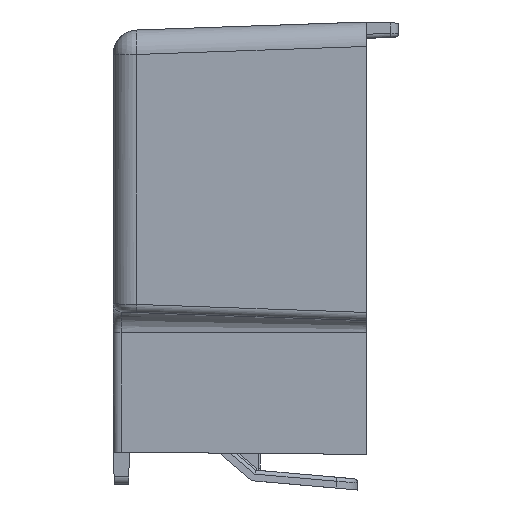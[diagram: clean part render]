
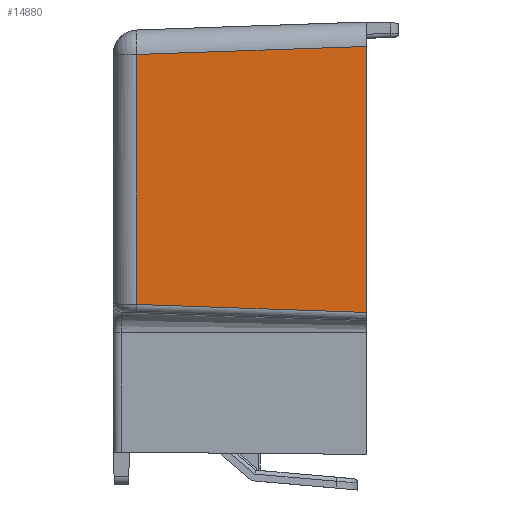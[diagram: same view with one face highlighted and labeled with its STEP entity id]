
A CAD part, left-side view. The second image highlights one B-rep face of the part: STEP entity #14880.
In plain terms, the highlighted planar face has unit normal (-0.999, 0.035, 0).
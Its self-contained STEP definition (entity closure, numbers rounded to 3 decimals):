
#240 = DIRECTION ( 'NONE',  ( -0.035, -0.999, 0. ) ) ;
#676 = ORIENTED_EDGE ( 'NONE', *, *, #5844, .T. ) ;
#1877 = LINE ( 'NONE', #5545, #12877 ) ;
#2283 = CARTESIAN_POINT ( 'NONE',  ( -236.019, 28.105, 18.381 ) ) ;
#2432 = CARTESIAN_POINT ( 'NONE',  ( -237., 0., 17.399 ) ) ;
#3013 = DIRECTION ( 'NONE',  ( 0., 0., 1. ) ) ;
#3023 = VERTEX_POINT ( 'NONE', #4287 ) ;
#3641 = ORIENTED_EDGE ( 'NONE', *, *, #10944, .T. ) ;
#3729 = VERTEX_POINT ( 'NONE', #10452 ) ;
#4287 = CARTESIAN_POINT ( 'NONE',  ( -236.019, 28.105, 49.02 ) ) ;
#5545 = CARTESIAN_POINT ( 'NONE',  ( -237.021, -0.606, 17.378 ) ) ;
#5799 = CARTESIAN_POINT ( 'NONE',  ( -237., 0., 0. ) ) ;
#5844 = EDGE_CURVE ( 'NONE', #17127, #3729, #5889, .T. ) ;
#5889 = LINE ( 'NONE', #5799, #9689 ) ;
#5991 = CARTESIAN_POINT ( 'NONE',  ( -236.019, 28.105, 0. ) ) ;
#6820 = VECTOR ( 'NONE', #18614, 1000. ) ;
#6967 = DIRECTION ( 'NONE',  ( -0.035, -0.999, -0.035 ) ) ;
#7107 = CARTESIAN_POINT ( 'NONE',  ( -236.939, 1.742, 49.941 ) ) ;
#7156 = LINE ( 'NONE', #5991, #14300 ) ;
#7273 = LINE ( 'NONE', #7107, #6820 ) ;
#7454 = ORIENTED_EDGE ( 'NONE', *, *, #14665, .T. ) ;
#8814 = ORIENTED_EDGE ( 'NONE', *, *, #18454, .T. ) ;
#8913 = DIRECTION ( 'NONE',  ( -0.999, 0.035, 0. ) ) ;
#9689 = VECTOR ( 'NONE', #3013, 1000. ) ;
#10452 = CARTESIAN_POINT ( 'NONE',  ( -237., 0., 50.002 ) ) ;
#10636 = VERTEX_POINT ( 'NONE', #2283 ) ;
#10944 = EDGE_CURVE ( 'NONE', #3023, #10636, #7156, .T. ) ;
#12641 = EDGE_LOOP ( 'NONE', ( #3641, #7454, #676, #8814 ) ) ;
#12877 = VECTOR ( 'NONE', #6967, 1000. ) ;
#13132 = PLANE ( 'NONE',  #16591 ) ;
#14300 = VECTOR ( 'NONE', #16027, 1000. ) ;
#14665 = EDGE_CURVE ( 'NONE', #10636, #17127, #1877, .T. ) ;
#14880 = ADVANCED_FACE ( 'NONE', ( #16959 ), #13132, .T. ) ;
#16027 = DIRECTION ( 'NONE',  ( 0., 0., -1. ) ) ;
#16591 = AXIS2_PLACEMENT_3D ( 'NONE', #17499, #8913, #240 ) ;
#16959 = FACE_OUTER_BOUND ( 'NONE', #12641, .T. ) ;
#17127 = VERTEX_POINT ( 'NONE', #2432 ) ;
#17499 = CARTESIAN_POINT ( 'NONE',  ( -237., 0., 0. ) ) ;
#18454 = EDGE_CURVE ( 'NONE', #3729, #3023, #7273, .T. ) ;
#18614 = DIRECTION ( 'NONE',  ( 0.035, 0.999, -0.035 ) ) ;
